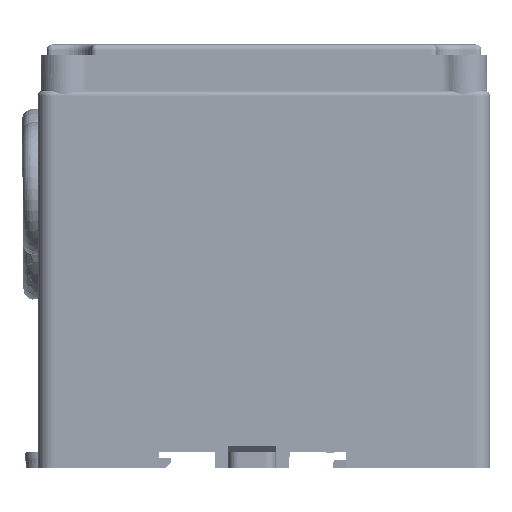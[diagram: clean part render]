
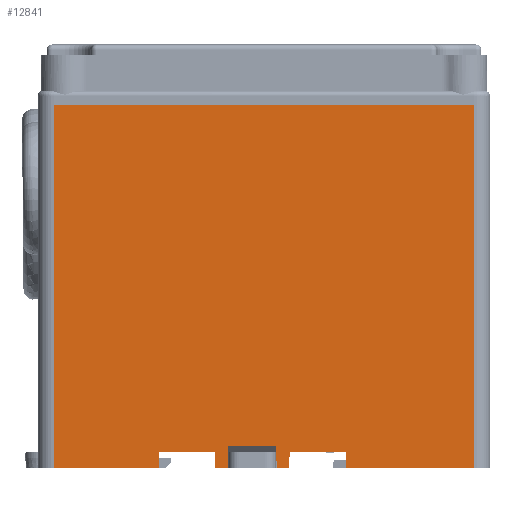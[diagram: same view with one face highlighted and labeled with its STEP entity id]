
A CAD part, left-side view. The second image highlights one B-rep face of the part: STEP entity #12841.
In plain terms, the highlighted planar face has unit normal (-1, 0, 0).
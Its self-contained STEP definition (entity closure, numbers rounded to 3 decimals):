
#12841=ADVANCED_FACE('',(#16969),#15194,.T.);
#15194=PLANE('',#57276);
#16969=FACE_OUTER_BOUND('',#19175,.T.);
#19175=EDGE_LOOP('',(#25775,#25776,#25777,#25778,#25779,#25780,#25781,#25782,
#25783,#25784,#25785,#25786,#25787,#25788,#25789,#25790));
#25775=ORIENTED_EDGE('',*,*,#42204,.T.);
#25776=ORIENTED_EDGE('',*,*,#42205,.T.);
#25777=ORIENTED_EDGE('',*,*,#42206,.T.);
#25778=ORIENTED_EDGE('',*,*,#42207,.F.);
#25779=ORIENTED_EDGE('',*,*,#42208,.T.);
#25780=ORIENTED_EDGE('',*,*,#41670,.F.);
#25781=ORIENTED_EDGE('',*,*,#42209,.F.);
#25782=ORIENTED_EDGE('',*,*,#42210,.T.);
#25783=ORIENTED_EDGE('',*,*,#42211,.T.);
#25784=ORIENTED_EDGE('',*,*,#42212,.T.);
#25785=ORIENTED_EDGE('',*,*,#42213,.T.);
#25786=ORIENTED_EDGE('',*,*,#42214,.F.);
#25787=ORIENTED_EDGE('',*,*,#42215,.F.);
#25788=ORIENTED_EDGE('',*,*,#41656,.F.);
#25789=ORIENTED_EDGE('',*,*,#42216,.T.);
#25790=ORIENTED_EDGE('',*,*,#42217,.F.);
#36955=VERTEX_POINT('',#99312);
#36992=VERTEX_POINT('',#99385);
#36993=VERTEX_POINT('',#99387);
#37006=VERTEX_POINT('',#99413);
#37511=VERTEX_POINT('',#100512);
#37512=VERTEX_POINT('',#100513);
#37513=VERTEX_POINT('',#100515);
#37514=VERTEX_POINT('',#100517);
#37515=VERTEX_POINT('',#100519);
#37516=VERTEX_POINT('',#100522);
#37517=VERTEX_POINT('',#100524);
#37518=VERTEX_POINT('',#100526);
#37519=VERTEX_POINT('',#100528);
#37520=VERTEX_POINT('',#100530);
#37521=VERTEX_POINT('',#100532);
#37522=VERTEX_POINT('',#100535);
#41656=EDGE_CURVE('',#36992,#36993,#47830,.T.);
#41670=EDGE_CURVE('',#37006,#36955,#47842,.T.);
#42204=EDGE_CURVE('',#37511,#37512,#48339,.T.);
#42205=EDGE_CURVE('',#37512,#37513,#48340,.T.);
#42206=EDGE_CURVE('',#37513,#37514,#48341,.T.);
#42207=EDGE_CURVE('',#37515,#37514,#48342,.T.);
#42208=EDGE_CURVE('',#37515,#36955,#48343,.T.);
#42209=EDGE_CURVE('',#37516,#37006,#48344,.T.);
#42210=EDGE_CURVE('',#37516,#37517,#48345,.T.);
#42211=EDGE_CURVE('',#37517,#37518,#48346,.T.);
#42212=EDGE_CURVE('',#37518,#37519,#48347,.T.);
#42213=EDGE_CURVE('',#37519,#37520,#48348,.T.);
#42214=EDGE_CURVE('',#37521,#37520,#48349,.T.);
#42215=EDGE_CURVE('',#36993,#37521,#48350,.T.);
#42216=EDGE_CURVE('',#36992,#37522,#48351,.T.);
#42217=EDGE_CURVE('',#37511,#37522,#48352,.T.);
#47830=LINE('',#99386,#52579);
#47842=LINE('',#99414,#52591);
#48339=LINE('',#100511,#53088);
#48340=LINE('',#100514,#53089);
#48341=LINE('',#100516,#53090);
#48342=LINE('',#100518,#53091);
#48343=LINE('',#100520,#53092);
#48344=LINE('',#100521,#53093);
#48345=LINE('',#100523,#53094);
#48346=LINE('',#100525,#53095);
#48347=LINE('',#100527,#53096);
#48348=LINE('',#100529,#53097);
#48349=LINE('',#100531,#53098);
#48350=LINE('',#100533,#53099);
#48351=LINE('',#100534,#53100);
#48352=LINE('',#100536,#53101);
#52579=VECTOR('',#62224,1.);
#52591=VECTOR('',#62240,1.);
#53088=VECTOR('',#62861,1.);
#53089=VECTOR('',#62862,1.);
#53090=VECTOR('',#62863,1.);
#53091=VECTOR('',#62864,1.);
#53092=VECTOR('',#62865,1.);
#53093=VECTOR('',#62866,1.);
#53094=VECTOR('',#62867,1.);
#53095=VECTOR('',#62868,1.);
#53096=VECTOR('',#62869,1.);
#53097=VECTOR('',#62870,1.);
#53098=VECTOR('',#62871,1.);
#53099=VECTOR('',#62872,1.);
#53100=VECTOR('',#62873,1.);
#53101=VECTOR('',#62874,1.);
#57276=AXIS2_PLACEMENT_3D('',#100537,#62875,#62876);
#62224=DIRECTION('',(0.,1.,0.));
#62240=DIRECTION('',(0.,1.,0.));
#62861=DIRECTION('',(0.,0.,1.));
#62862=DIRECTION('',(0.,1.,0.));
#62863=DIRECTION('',(0.,0.,-1.));
#62864=DIRECTION('',(0.,1.,0.));
#62865=DIRECTION('',(0.,-0.017,1.));
#62866=DIRECTION('',(0.,0.035,0.999));
#62867=DIRECTION('',(0.,-1.,0.));
#62868=DIRECTION('',(0.,-0.035,0.999));
#62869=DIRECTION('',(0.,-1.,0.));
#62870=DIRECTION('',(0.,-0.035,-0.999));
#62871=DIRECTION('',(0.,1.,0.));
#62872=DIRECTION('',(0.,0.035,-0.999));
#62873=DIRECTION('',(0.,-0.017,-1.));
#62874=DIRECTION('',(0.,1.,0.));
#62875=DIRECTION('',(-1.,0.,0.));
#62876=DIRECTION('',(0.,0.,1.));
#99312=CARTESIAN_POINT('',(-75.502,23.416,-68.));
#99385=CARTESIAN_POINT('',(-75.502,-11.916,-68.));
#99386=CARTESIAN_POINT('',(-75.502,-0.427,-68.));
#99387=CARTESIAN_POINT('',(-75.502,-1.28,-68.));
#99413=CARTESIAN_POINT('',(-75.502,12.93,-68.));
#99414=CARTESIAN_POINT('',(-75.502,-0.427,-68.));
#100511=CARTESIAN_POINT('',(-75.502,-36.155,-2.5));
#100512=CARTESIAN_POINT('',(-75.502,-36.155,-71.));
#100513=CARTESIAN_POINT('',(-75.502,-36.155,-2.5));
#100514=CARTESIAN_POINT('',(-75.502,4.086,-2.5));
#100515=CARTESIAN_POINT('',(-75.502,43.345,-2.5));
#100516=CARTESIAN_POINT('',(-75.502,43.345,-2.5));
#100517=CARTESIAN_POINT('',(-75.502,43.345,-71.));
#100518=CARTESIAN_POINT('',(-75.502,4.086,-71.));
#100519=CARTESIAN_POINT('',(-75.502,23.468,-71.));
#100520=CARTESIAN_POINT('',(-75.502,23.416,-68.));
#100521=CARTESIAN_POINT('',(-75.502,12.825,-71.));
#100522=CARTESIAN_POINT('',(-75.502,12.825,-71.));
#100523=CARTESIAN_POINT('',(-75.502,5.825,-71.));
#100524=CARTESIAN_POINT('',(-75.502,10.48,-71.));
#100525=CARTESIAN_POINT('',(-75.502,10.375,-68.));
#100526=CARTESIAN_POINT('',(-75.502,10.34,-67.));
#100527=CARTESIAN_POINT('',(-75.502,4.086,-67.));
#100528=CARTESIAN_POINT('',(-75.502,1.31,-67.));
#100529=CARTESIAN_POINT('',(-75.502,1.275,-68.));
#100530=CARTESIAN_POINT('',(-75.502,1.17,-71.));
#100531=CARTESIAN_POINT('',(-75.502,4.086,-71.));
#100532=CARTESIAN_POINT('',(-75.502,-1.175,-71.));
#100533=CARTESIAN_POINT('',(-75.502,-1.175,-71.));
#100534=CARTESIAN_POINT('',(-75.502,-10.768,-2.241));
#100535=CARTESIAN_POINT('',(-75.502,-11.968,-71.));
#100536=CARTESIAN_POINT('',(-75.502,38.887,-71.));
#100537=CARTESIAN_POINT('',(-75.502,4.086,-2.5));
